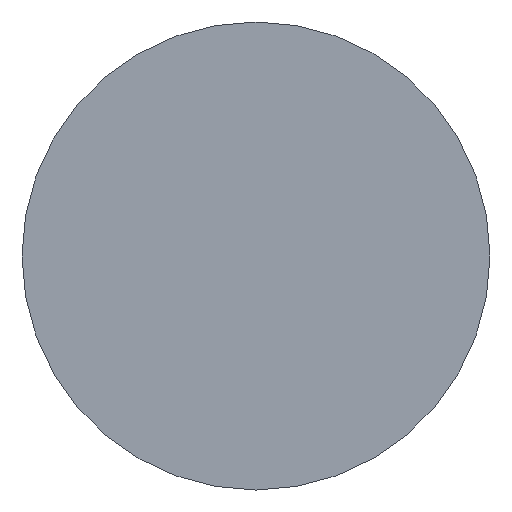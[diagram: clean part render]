
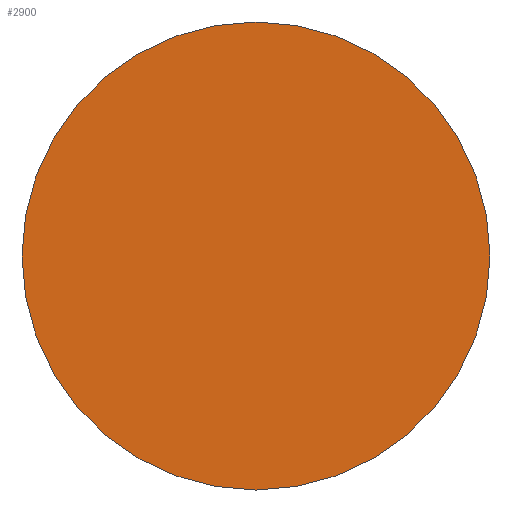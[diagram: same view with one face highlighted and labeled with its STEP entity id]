
A CAD part, left-side view. The second image highlights one B-rep face of the part: STEP entity #2900.
In plain terms, the highlighted face is planar.
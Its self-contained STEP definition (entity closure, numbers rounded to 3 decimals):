
#566=FACE_OUTER_BOUND('',#780,.T.);
#780=EDGE_LOOP('',(#1953));
#996=CIRCLE('',#3145,30.);
#1244=VERTEX_POINT('',#4600);
#1495=EDGE_CURVE('',#1244,#1244,#996,.T.);
#1953=ORIENTED_EDGE('',*,*,#1495,.T.);
#2859=PLANE('',#3146);
#2900=ADVANCED_FACE('',(#566),#2859,.F.);
#3145=AXIS2_PLACEMENT_3D('',#4602,#3592,#3593);
#3146=AXIS2_PLACEMENT_3D('',#4603,#3594,#3595);
#3592=DIRECTION('center_axis',(0.,-1.,0.));
#3593=DIRECTION('ref_axis',(0.,0.,-1.));
#3594=DIRECTION('center_axis',(0.,1.,0.));
#3595=DIRECTION('ref_axis',(0.,0.,-1.));
#4600=CARTESIAN_POINT('',(46.815,3.,30.904));
#4602=CARTESIAN_POINT('Origin',(46.815,3.,0.904));
#4603=CARTESIAN_POINT('Origin',(46.815,3.,0.904));
